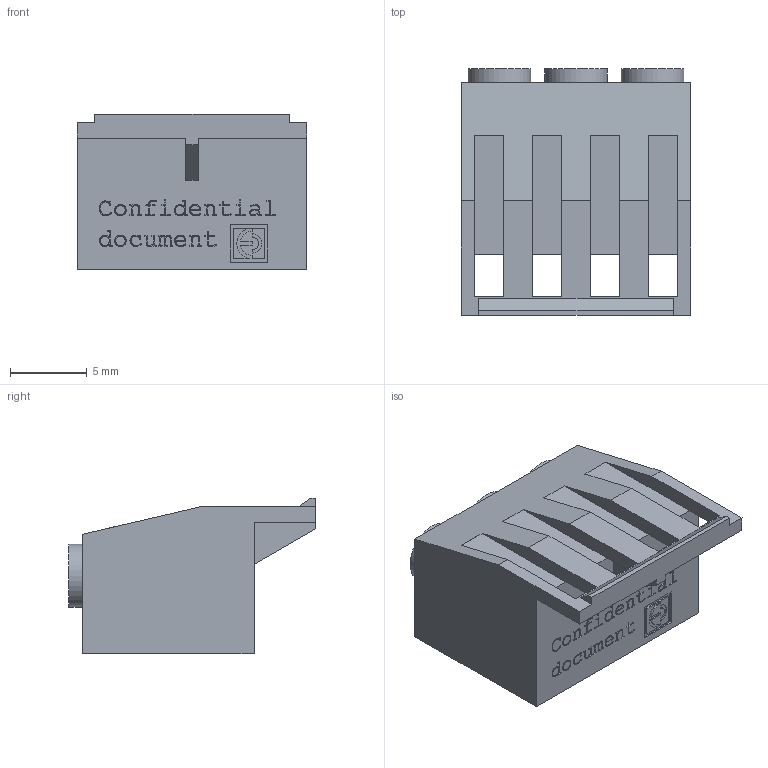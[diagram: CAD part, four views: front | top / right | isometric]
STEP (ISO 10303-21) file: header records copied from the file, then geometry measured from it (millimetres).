
FILE_DESCRIPTION(('STEP AP214'),'1');
FILE_NAME('TG35 (Confidential).stp','2020-06-29T14:06:11',(' '),(' '),'Spatial InterOp 3D',' ',' ');
FILE_SCHEMA(('automotive_design'));
Length unit declared in the file: metre
Products named in the file (1): 1
Bounding box: 15 x 16.1 x 10.16 mm (x, y, z)
Volume: 1549.6 mm3; surface area: 1029.3 mm2
Topology: 1 solids, 1 shells, 712 faces, 2038 edges, 1356 vertices
Faces by surface type: extrusion 461, plane 242, cylinder 9
Full cylindrical faces by diameter (mm): 4.1 x3
Entity records: 29401 total; most frequent: CARTESIAN_POINT 6882, ORIENTED_EDGE 4070, DIRECTION 2096, EDGE_CURVE 2035, VECTOR 1556, B_SPLINE_CURVE_WITH_KNOTS 1380, VERTEX_POINT 1356, LINE 1095
